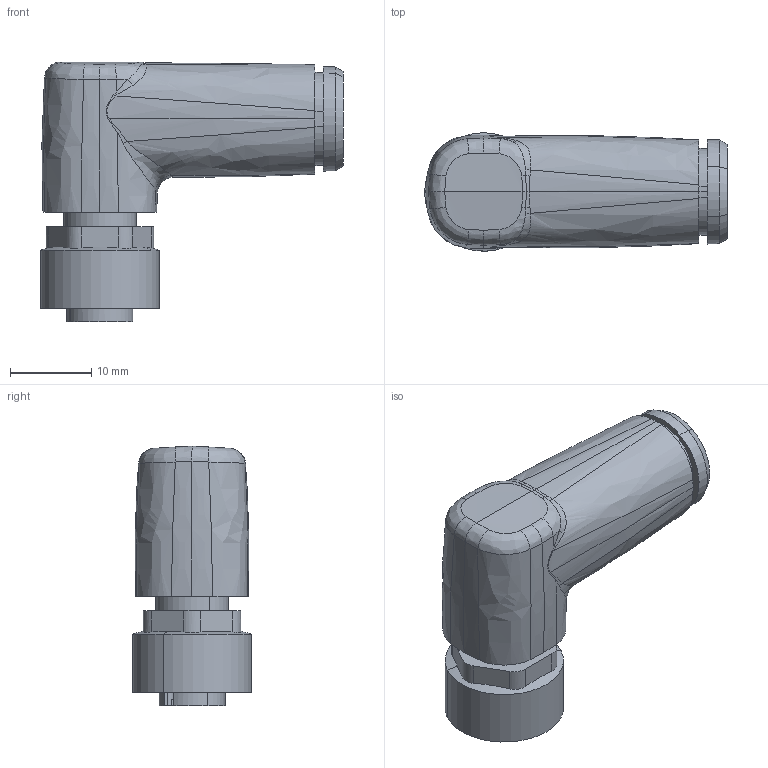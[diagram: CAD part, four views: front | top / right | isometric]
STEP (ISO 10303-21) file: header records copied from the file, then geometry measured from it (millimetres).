
FILE_DESCRIPTION(('Open CASCADE Model'),'2;1');
FILE_NAME ('1449804-4_0', '2025-11-18T14:37:24', ('Author'), ('Weidmueller'), 'Open CASCADE STEP processor 7.7', 'Open CASCADE 7.7', 'none');
FILE_SCHEMA(('AUTOMOTIVE_DESIGN { 1 0 10303 214 1 1 1 1 }'));
Length unit declared in the file: millimetre
Products named in the file (1): 2961430000
Bounding box: 37.3 x 14.6 x 32 mm (x, y, z)
Volume: 7984 mm3; surface area: 4038.4 mm2
Topology: 1 solids, 1 shells, 387 faces, 918 edges, 555 vertices
Faces by surface type: bspline 120, cylinder 98, plane 98, cone 46, torus 20, revolution 5
Entity records: 24670 total; most frequent: CARTESIAN_POINT 12001, ORIENTED_EDGE 1836, DIRECTION 1389, EDGE_CURVE 918, VERTEX_POINT 555, AXIS2_PLACEMENT_3D 536, PRESENTATION_STYLE_ASSIGNMENT 509, SURFACE_STYLE_USAGE 509
